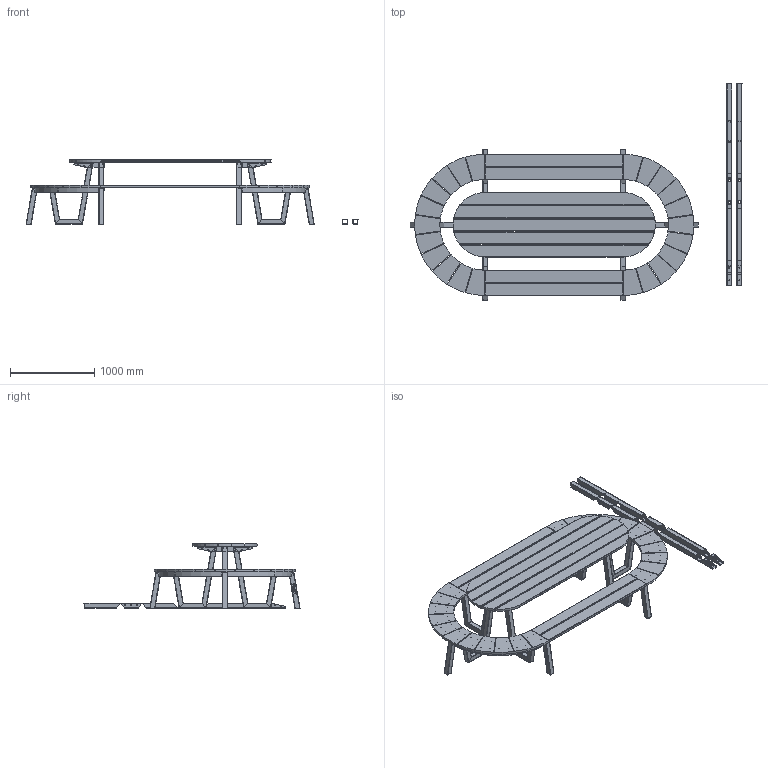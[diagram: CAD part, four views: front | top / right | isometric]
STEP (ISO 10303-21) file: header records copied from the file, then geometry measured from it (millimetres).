
FILE_DESCRIPTION(/* description */ (''),/* implementation_level */ '2;1');
FILE_NAME(/* name */ 'MROV360PX',/* time_stamp */ '2024-03-12T14:18:30+01:00',/* author */ (''),/* organization */ (''),/* preprocessor_version */ 'ST-DEVELOPER v16.5',/* originating_system */ 'HiCAD 2024 2901.0 Build 284',/* authorisation */ '');
FILE_SCHEMA (('AUTOMOTIVE_DESIGN { 1 0 10303 214 1 1 1 1 }'));
Products named in the file (56): Root; Mr. Oval Small _Assembly_0; FRQ 60x60x2_Hollow profiles_0; Tussenframe MR Picknixx_Assembly_0; 2mm plaat_Sheet Metal_0; Assembly Schenkel_Assembly_0; Schenkel_Sheet Metal_0; Zitting _Assembly_0; 4mm RVS_Sheet Metal_0; 3mm RVS_Sheet Metal_0; 4mm RVS_Sheet Metal; 4mm plaat_Sheet Metal_0; Assembly planken 145x30_Assembly_0; planken 145x30_Various rectangular profiles_0; Assembly 4mm plaat_Assembly_0
Assembly tree (95 placements, depth 4):
  Root
    Mr. Oval Small _Assembly_0
      FRQ 60x60x2_Hollow profiles_0
      FRQ 60x60x2_Hollow profiles_0
      FRQ 60x60x2_Hollow profiles_0
      FRQ 60x60x2_Hollow profiles_0
      FRQ 60x60x2_Hollow profiles_0
      FRQ 60x60x2_Hollow profiles_0
      FRQ 60x60x2_Hollow profiles_0
      Tussenframe MR Picknixx_Assembly_0
        FRQ 60x60x2_Hollow profiles_0
        2mm plaat_Sheet Metal_0
        FRQ 60x60x2_Hollow profiles_0
        FRQ 60x60x2_Hollow profiles_0
        FRQ 60x60x2_Hollow profiles_0
        FRQ 60x60x2_Hollow profiles_0
        FRQ 60x60x2_Hollow profiles_0
      Tussenframe MR Picknixx_Assembly_0
        FRQ 60x60x2_Hollow profiles_0
        2mm plaat_Sheet Metal_0
        FRQ 60x60x2_Hollow profiles_0
        FRQ 60x60x2_Hollow profiles_0
        FRQ 60x60x2_Hollow profiles_0
        FRQ 60x60x2_Hollow profiles_0
        FRQ 60x60x2_Hollow profiles_0
      Tussenframe MR Picknixx_Assembly_0  x4
        FRQ 60x60x2_Hollow profiles_0
        2mm plaat_Sheet Metal_0
        FRQ 60x60x2_Hollow profiles_0
        FRQ 60x60x2_Hollow profiles_0
        FRQ 60x60x2_Hollow profiles_0
        FRQ 60x60x2_Hollow profiles_0
        FRQ 60x60x2_Hollow profiles_0
      Assembly Schenkel_Assembly_0
        Schenkel_Sheet Metal_0  x11
      Assembly Schenkel_Assembly_0
        Schenkel_Sheet Metal_0  x11
      Zitting _Assembly_0  x2
        4mm RVS_Sheet Metal_0
        3mm RVS_Sheet Metal_0
        3mm RVS_Sheet Metal_0
        3mm RVS_Sheet Metal_0
        3mm RVS_Sheet Metal_0
        4mm RVS_Sheet Metal
        4mm RVS_Sheet Metal
      4mm plaat_Sheet Metal_0
      4mm plaat_Sheet Metal_0
      Assembly planken 145x30_Assembly_0
        planken 145x30_Various rectangular profiles_0  x4
        planken 145x30_Various rectangular profiles_0
        planken 145x30_Various rectangular profiles_0
        planken 145x30_Various rectangular profiles_0
        planken 145x30_Various rectangular profiles_0
        planken 145x30_Various rectangular profiles_0
      Assembly 4mm plaat_Assembly_0
        4mm plaat_Sheet Metal_0
        4mm plaat_Sheet Metal_0
      Assembly 4mm plaat_Assembly_0
        4mm plaat_Sheet Metal_0
        4mm plaat_Sheet Metal_0
Bounding box: 3937.19 x 2564.75 x 766.9 mm (x, y, z)
Volume: 124394833.3 mm3; surface area: 20054625.3 mm2
Topology: 113 solids, 113 shells, 2478 faces, 7056 edges, 4786 vertices
Faces by surface type: cylinder 1254, plane 1104, cone 88, bspline 32
Full cylindrical faces by diameter (mm): 4 x88, 6 x132, 8 x104, 12 x192, 28 x22
Entity records: 78528 total; most frequent: CARTESIAN_POINT 8240, DIRECTION 7496, PRESENTATION_STYLE_ASSIGNMENT 6865, COLOUR_RGB 6822, DRAUGHTING_PRE_DEFINED_CURVE_FONT 6820, CURVE_STYLE 6820, OVER_RIDING_STYLED_ITEM 6820, ORIENTED_EDGE 6820
